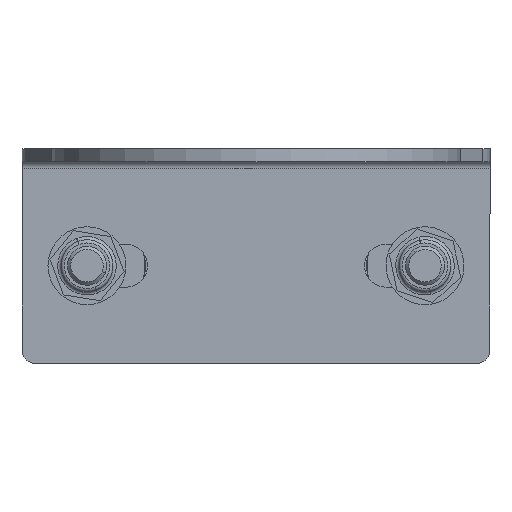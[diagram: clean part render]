
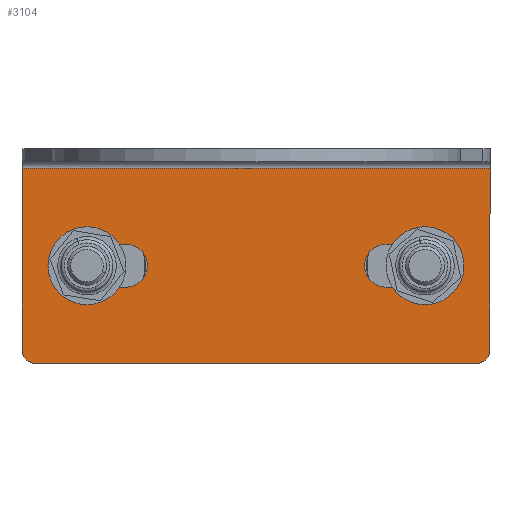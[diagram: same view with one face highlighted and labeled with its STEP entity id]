
A CAD part, left-side view. The second image highlights one B-rep face of the part: STEP entity #3104.
In plain terms, the highlighted planar face has unit normal (-1, 0, 0).
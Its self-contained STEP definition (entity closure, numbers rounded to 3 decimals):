
#147 = LINE ( 'NONE', #9857, #13792 ) ;
#187 = EDGE_LOOP ( 'NONE', ( #488, #7772, #12688, #5503 ) ) ;
#253 = ORIENTED_EDGE ( 'NONE', *, *, #3434, .F. ) ;
#311 = CARTESIAN_POINT ( 'NONE',  ( 96.396, -26., -14.696 ) ) ;
#488 = ORIENTED_EDGE ( 'NONE', *, *, #9109, .T. ) ;
#596 = DIRECTION ( 'NONE',  ( 0., 0., -1. ) ) ;
#663 = VECTOR ( 'NONE', #4072, 1000. ) ;
#1052 = ORIENTED_EDGE ( 'NONE', *, *, #14574, .T. ) ;
#1367 = CARTESIAN_POINT ( 'NONE',  ( 96.396, -34., -32.996 ) ) ;
#1545 = DIRECTION ( 'NONE',  ( 0., 0., 1. ) ) ;
#1683 = DIRECTION ( 'NONE',  ( 0., 1., 0. ) ) ;
#1774 = DIRECTION ( 'NONE',  ( 0., 0., -1. ) ) ;
#1790 = CARTESIAN_POINT ( 'NONE',  ( 96.396, 34., -30.996 ) ) ;
#1798 = LINE ( 'NONE', #17259, #16849 ) ;
#1967 = CARTESIAN_POINT ( 'NONE',  ( 96.396, -26., -21.296 ) ) ;
#2001 = AXIS2_PLACEMENT_3D ( 'NONE', #5910, #15389, #9158 ) ;
#2008 = EDGE_CURVE ( 'NONE', #9406, #6263, #2034, .T. ) ;
#2034 = LINE ( 'NONE', #6812, #11879 ) ;
#2459 = CIRCLE ( 'NONE', #20695, 3.3 ) ;
#2990 = ORIENTED_EDGE ( 'NONE', *, *, #20428, .T. ) ;
#3083 = CARTESIAN_POINT ( 'NONE',  ( 96.396, 36., -32.996 ) ) ;
#3104 = ADVANCED_FACE ( 'NONE', ( #18237, #20065, #3995 ), #16637, .F. ) ;
#3434 = EDGE_CURVE ( 'NONE', #5499, #10017, #147, .T. ) ;
#3665 = EDGE_CURVE ( 'NONE', #8263, #10017, #8413, .T. ) ;
#3840 = EDGE_CURVE ( 'NONE', #4441, #5817, #10954, .T. ) ;
#3931 = LINE ( 'NONE', #19890, #10993 ) ;
#3995 = FACE_OUTER_BOUND ( 'NONE', #17927, .T. ) ;
#4072 = DIRECTION ( 'NONE',  ( 0., 1., 0. ) ) ;
#4302 = CARTESIAN_POINT ( 'NONE',  ( 96.396, 20., -14.696 ) ) ;
#4441 = VERTEX_POINT ( 'NONE', #13501 ) ;
#4460 = DIRECTION ( 'NONE',  ( 0., 1., 0. ) ) ;
#4565 = EDGE_CURVE ( 'NONE', #8263, #16850, #5073, .T. ) ;
#4591 = CARTESIAN_POINT ( 'NONE',  ( 96.396, 34., -32.996 ) ) ;
#4885 = ORIENTED_EDGE ( 'NONE', *, *, #20689, .T. ) ;
#5036 = VERTEX_POINT ( 'NONE', #1967 ) ;
#5073 = LINE ( 'NONE', #3083, #15073 ) ;
#5390 = DIRECTION ( 'NONE',  ( 1., 0., 0. ) ) ;
#5470 = DIRECTION ( 'NONE',  ( 1., 0., 0. ) ) ;
#5499 = VERTEX_POINT ( 'NONE', #12058 ) ;
#5503 = ORIENTED_EDGE ( 'NONE', *, *, #5959, .T. ) ;
#5544 = VERTEX_POINT ( 'NONE', #17471 ) ;
#5752 = CARTESIAN_POINT ( 'NONE',  ( 96.396, 123.951, -21.296 ) ) ;
#5817 = VERTEX_POINT ( 'NONE', #13911 ) ;
#5910 = CARTESIAN_POINT ( 'NONE',  ( 96.396, -34., -30.996 ) ) ;
#5959 = EDGE_CURVE ( 'NONE', #13023, #5036, #10742, .T. ) ;
#6263 = VERTEX_POINT ( 'NONE', #4302 ) ;
#6270 = LINE ( 'NONE', #18944, #12646 ) ;
#6607 = DIRECTION ( 'NONE',  ( 0., 0., -1. ) ) ;
#6812 = CARTESIAN_POINT ( 'NONE',  ( 96.396, 123.951, -14.696 ) ) ;
#6862 = DIRECTION ( 'NONE',  ( -1., 0., 0. ) ) ;
#7014 = DIRECTION ( 'NONE',  ( 0., -1., 0. ) ) ;
#7772 = ORIENTED_EDGE ( 'NONE', *, *, #20334, .T. ) ;
#7937 = AXIS2_PLACEMENT_3D ( 'NONE', #16800, #20230, #18510 ) ;
#7989 = CIRCLE ( 'NONE', #8321, 2. ) ;
#8178 = CARTESIAN_POINT ( 'NONE',  ( 96.396, 26., -17.996 ) ) ;
#8263 = VERTEX_POINT ( 'NONE', #1367 ) ;
#8321 = AXIS2_PLACEMENT_3D ( 'NONE', #1790, #6862, #13259 ) ;
#8413 = CIRCLE ( 'NONE', #2001, 2. ) ;
#8720 = CARTESIAN_POINT ( 'NONE',  ( 96.396, 123.951, 51.091 ) ) ;
#9109 = EDGE_CURVE ( 'NONE', #5036, #18181, #1798, .T. ) ;
#9158 = DIRECTION ( 'NONE',  ( 0., 0., -1. ) ) ;
#9406 = VERTEX_POINT ( 'NONE', #15604 ) ;
#9457 = AXIS2_PLACEMENT_3D ( 'NONE', #8178, #11529, #6607 ) ;
#9857 = CARTESIAN_POINT ( 'NONE',  ( 96.396, -36., -32.996 ) ) ;
#10017 = VERTEX_POINT ( 'NONE', #14065 ) ;
#10019 = EDGE_CURVE ( 'NONE', #18186, #5544, #20251, .T. ) ;
#10435 = ORIENTED_EDGE ( 'NONE', *, *, #3840, .F. ) ;
#10742 = CIRCLE ( 'NONE', #14455, 3.3 ) ;
#10903 = ORIENTED_EDGE ( 'NONE', *, *, #4565, .F. ) ;
#10954 = LINE ( 'NONE', #19322, #17154 ) ;
#10993 = VECTOR ( 'NONE', #15195, 1000. ) ;
#11070 = ORIENTED_EDGE ( 'NONE', *, *, #2008, .T. ) ;
#11529 = DIRECTION ( 'NONE',  ( 1., 0., 0. ) ) ;
#11617 = CIRCLE ( 'NONE', #7937, 3.3 ) ;
#11879 = VECTOR ( 'NONE', #7014, 1000. ) ;
#12058 = CARTESIAN_POINT ( 'NONE',  ( 96.396, -36., -3. ) ) ;
#12323 = VERTEX_POINT ( 'NONE', #20903 ) ;
#12646 = VECTOR ( 'NONE', #4460, 1000. ) ;
#12688 = ORIENTED_EDGE ( 'NONE', *, *, #19212, .T. ) ;
#12979 = ORIENTED_EDGE ( 'NONE', *, *, #10019, .T. ) ;
#13023 = VERTEX_POINT ( 'NONE', #311 ) ;
#13039 = DIRECTION ( 'NONE',  ( 1., 0., 0. ) ) ;
#13259 = DIRECTION ( 'NONE',  ( 0., 0., -1. ) ) ;
#13501 = CARTESIAN_POINT ( 'NONE',  ( 96.396, 36., -30.996 ) ) ;
#13792 = VECTOR ( 'NONE', #16305, 1000. ) ;
#13911 = CARTESIAN_POINT ( 'NONE',  ( 96.396, 36., -3. ) ) ;
#14065 = CARTESIAN_POINT ( 'NONE',  ( 96.396, -36., -30.996 ) ) ;
#14202 = CARTESIAN_POINT ( 'NONE',  ( 96.396, 20., -17.996 ) ) ;
#14455 = AXIS2_PLACEMENT_3D ( 'NONE', #20918, #13039, #1774 ) ;
#14514 = CIRCLE ( 'NONE', #9457, 3.3 ) ;
#14574 = EDGE_CURVE ( 'NONE', #5544, #9406, #14514, .T. ) ;
#15048 = DIRECTION ( 'NONE',  ( 0., 0., -1. ) ) ;
#15073 = VECTOR ( 'NONE', #1683, 1000. ) ;
#15195 = DIRECTION ( 'NONE',  ( 0., -1., 0. ) ) ;
#15307 = AXIS2_PLACEMENT_3D ( 'NONE', #8720, #5470, #15048 ) ;
#15386 = ORIENTED_EDGE ( 'NONE', *, *, #19502, .T. ) ;
#15389 = DIRECTION ( 'NONE',  ( -1., 0., 0. ) ) ;
#15604 = CARTESIAN_POINT ( 'NONE',  ( 96.396, 26., -14.696 ) ) ;
#15661 = DIRECTION ( 'NONE',  ( 0., 1., 0. ) ) ;
#15752 = CARTESIAN_POINT ( 'NONE',  ( 96.396, 20., -21.296 ) ) ;
#16133 = EDGE_LOOP ( 'NONE', ( #12979, #1052, #11070, #4885 ) ) ;
#16305 = DIRECTION ( 'NONE',  ( 0., 0., -1. ) ) ;
#16637 = PLANE ( 'NONE',  #15307 ) ;
#16800 = CARTESIAN_POINT ( 'NONE',  ( 96.396, -20., -17.996 ) ) ;
#16849 = VECTOR ( 'NONE', #15661, 1000. ) ;
#16850 = VERTEX_POINT ( 'NONE', #4591 ) ;
#17154 = VECTOR ( 'NONE', #1545, 1000. ) ;
#17259 = CARTESIAN_POINT ( 'NONE',  ( 96.396, 123.951, -21.296 ) ) ;
#17471 = CARTESIAN_POINT ( 'NONE',  ( 96.396, 26., -21.296 ) ) ;
#17556 = CARTESIAN_POINT ( 'NONE',  ( 96.396, -20., -21.296 ) ) ;
#17927 = EDGE_LOOP ( 'NONE', ( #10435, #15386, #10903, #20347, #253, #2990 ) ) ;
#18181 = VERTEX_POINT ( 'NONE', #17556 ) ;
#18186 = VERTEX_POINT ( 'NONE', #15752 ) ;
#18237 = FACE_BOUND ( 'NONE', #187, .T. ) ;
#18510 = DIRECTION ( 'NONE',  ( 0., 0., -1. ) ) ;
#18944 = CARTESIAN_POINT ( 'NONE',  ( 96.396, 123.951, -3. ) ) ;
#19212 = EDGE_CURVE ( 'NONE', #12323, #13023, #3931, .T. ) ;
#19322 = CARTESIAN_POINT ( 'NONE',  ( 96.396, 36., 3.504 ) ) ;
#19502 = EDGE_CURVE ( 'NONE', #4441, #16850, #7989, .T. ) ;
#19890 = CARTESIAN_POINT ( 'NONE',  ( 96.396, 123.951, -14.696 ) ) ;
#20065 = FACE_BOUND ( 'NONE', #16133, .T. ) ;
#20230 = DIRECTION ( 'NONE',  ( 1., 0., 0. ) ) ;
#20251 = LINE ( 'NONE', #5752, #663 ) ;
#20334 = EDGE_CURVE ( 'NONE', #18181, #12323, #11617, .T. ) ;
#20347 = ORIENTED_EDGE ( 'NONE', *, *, #3665, .T. ) ;
#20428 = EDGE_CURVE ( 'NONE', #5499, #5817, #6270, .T. ) ;
#20689 = EDGE_CURVE ( 'NONE', #6263, #18186, #2459, .T. ) ;
#20695 = AXIS2_PLACEMENT_3D ( 'NONE', #14202, #5390, #596 ) ;
#20903 = CARTESIAN_POINT ( 'NONE',  ( 96.396, -20., -14.696 ) ) ;
#20918 = CARTESIAN_POINT ( 'NONE',  ( 96.396, -26., -17.996 ) ) ;
